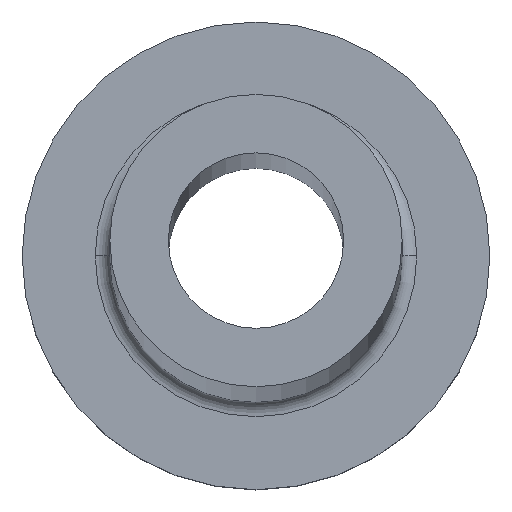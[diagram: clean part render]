
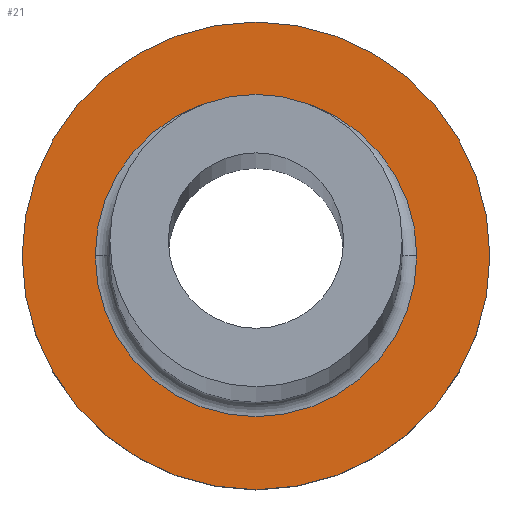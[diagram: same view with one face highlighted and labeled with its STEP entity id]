
A CAD part, top view. The second image highlights one B-rep face of the part: STEP entity #21.
In plain terms, the highlighted planar face has unit normal (0, 0, 1).
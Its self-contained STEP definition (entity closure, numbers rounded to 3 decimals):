
#20 = FACE_BOUND ( 'NONE', #335, .T. ) ;
#21 = ADVANCED_FACE ( 'NONE', ( #20, #340 ), #306, .T. ) ;
#33 = VERTEX_POINT ( 'NONE', #366 ) ;
#39 = DIRECTION ( 'NONE',  ( 1., 0., 0. ) ) ;
#43 = ORIENTED_EDGE ( 'NONE', *, *, #376, .T. ) ;
#45 = VERTEX_POINT ( 'NONE', #266 ) ;
#46 = CIRCLE ( 'NONE', #358, 8. ) ;
#47 = DIRECTION ( 'NONE',  ( 1., 0., 0. ) ) ;
#69 = DIRECTION ( 'NONE',  ( 0., 0., 1. ) ) ;
#71 = CARTESIAN_POINT ( 'NONE',  ( 0., 0., 5. ) ) ;
#86 = DIRECTION ( 'NONE',  ( 1., 0., 0. ) ) ;
#87 = VERTEX_POINT ( 'NONE', #215 ) ;
#98 = AXIS2_PLACEMENT_3D ( 'NONE', #152, #177, #39 ) ;
#99 = CARTESIAN_POINT ( 'NONE',  ( 5.5, 0., 5. ) ) ;
#126 = AXIS2_PLACEMENT_3D ( 'NONE', #71, #329, #212 ) ;
#129 = CARTESIAN_POINT ( 'NONE',  ( 0., 0., 5. ) ) ;
#152 = CARTESIAN_POINT ( 'NONE',  ( 0., 0., 5. ) ) ;
#177 = DIRECTION ( 'NONE',  ( 0., 0., -1. ) ) ;
#187 = DIRECTION ( 'NONE',  ( 0., 0., 1. ) ) ;
#209 = DIRECTION ( 'NONE',  ( 1., 0., 0. ) ) ;
#212 = DIRECTION ( 'NONE',  ( 1., 0., 0. ) ) ;
#215 = CARTESIAN_POINT ( 'NONE',  ( -8., 0., 5. ) ) ;
#227 = ORIENTED_EDGE ( 'NONE', *, *, #347, .T. ) ;
#236 = CARTESIAN_POINT ( 'NONE',  ( 0., 0., 5. ) ) ;
#244 = EDGE_CURVE ( 'NONE', #45, #87, #354, .T. ) ;
#252 = ORIENTED_EDGE ( 'NONE', *, *, #244, .T. ) ;
#266 = CARTESIAN_POINT ( 'NONE',  ( 8., 0., 5. ) ) ;
#298 = AXIS2_PLACEMENT_3D ( 'NONE', #342, #377, #86 ) ;
#302 = EDGE_LOOP ( 'NONE', ( #227, #252 ) ) ;
#306 = PLANE ( 'NONE',  #373 ) ;
#310 = CIRCLE ( 'NONE', #126, 5.5 ) ;
#318 = VERTEX_POINT ( 'NONE', #99 ) ;
#325 = CIRCLE ( 'NONE', #98, 5.5 ) ;
#329 = DIRECTION ( 'NONE',  ( 0., 0., -1. ) ) ;
#332 = EDGE_CURVE ( 'NONE', #318, #33, #310, .T. ) ;
#335 = EDGE_LOOP ( 'NONE', ( #378, #43 ) ) ;
#340 = FACE_OUTER_BOUND ( 'NONE', #302, .T. ) ;
#342 = CARTESIAN_POINT ( 'NONE',  ( 0., 0., 5. ) ) ;
#347 = EDGE_CURVE ( 'NONE', #87, #45, #46, .T. ) ;
#354 = CIRCLE ( 'NONE', #298, 8. ) ;
#358 = AXIS2_PLACEMENT_3D ( 'NONE', #236, #69, #209 ) ;
#366 = CARTESIAN_POINT ( 'NONE',  ( -5.5, 0., 5. ) ) ;
#373 = AXIS2_PLACEMENT_3D ( 'NONE', #129, #187, #47 ) ;
#376 = EDGE_CURVE ( 'NONE', #33, #318, #325, .T. ) ;
#377 = DIRECTION ( 'NONE',  ( 0., 0., 1. ) ) ;
#378 = ORIENTED_EDGE ( 'NONE', *, *, #332, .T. ) ;
